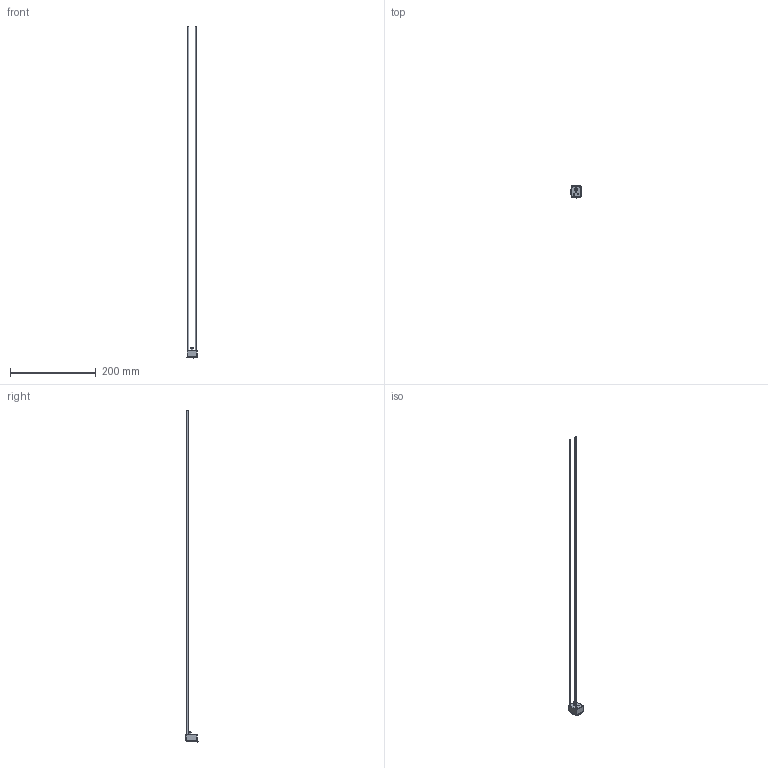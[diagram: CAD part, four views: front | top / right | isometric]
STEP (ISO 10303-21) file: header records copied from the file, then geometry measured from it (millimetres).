
FILE_DESCRIPTION(/* description */ ('Front Load Right Angle Single Sensor (SL-B0E00)'),/* implementation_level */ '2;1');
FILE_NAME(/* name */ 'SL-B0E00 (750-213-G1) - Front Load Right Angle Single Sensor (Outline Model rev.B).stp',/* time_stamp */ '2019-09-03T15:20:08-04:00',/* author */ ('Joel Plasencia'),/* organization */ ('INFICON'),/* preprocessor_version */ 'ST-DEVELOPER v16',/* originating_system */ 'SIEMENS PLM Software NX 10.0',/* authorisation */ 'Copyright© 2019 INFICON - ALL RIGHTS RESERVED');
FILE_SCHEMA (('AUTOMOTIVE_DESIGN { 1 0 10303 214 3 1 1 1 }'));
Length unit declared in the file: inch
Products named in the file (1): SL-B0E00_B
Bounding box: 26.96 x 28.08 x 776.4 mm (x, y, z)
Volume: 15962.7 mm3; surface area: 29988.4 mm2
Topology: 3 solids, 4 shells, 86 faces, 191 edges, 120 vertices
Faces by surface type: plane 42, cylinder 25, cone 15, sphere 4
Full cylindrical faces by diameter (mm): 1.778 x1, 2.184 x1, 2.261 x2, 2.362 x2, 3.175 x3, 3.251 x1, 3.81 x1, 6.35 x1, 26.975 x1
Entity records: 2200 total; most frequent: DIRECTION 395, CARTESIAN_POINT 367, ORIENTED_EDGE 304, AXIS2_PLACEMENT_3D 158, EDGE_CURVE 152, EDGE_LOOP 125, VERTEX_POINT 110, ADVANCED_FACE 86
